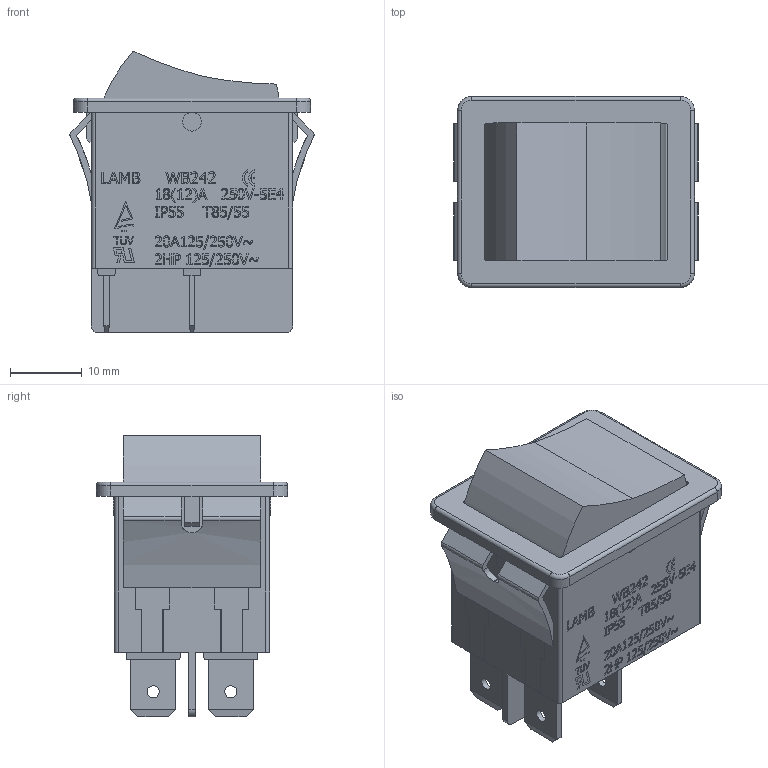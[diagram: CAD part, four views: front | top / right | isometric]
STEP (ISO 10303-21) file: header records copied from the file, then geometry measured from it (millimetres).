
FILE_DESCRIPTION((' '),'2;1');
FILE_NAME('WB242Dxxxx.stp','2017-08-01T09:41:21',(' '),(' '),' ','ACIS',' ');
FILE_SCHEMA(('CONFIG_CONTROL_DESIGN'));
Length unit declared in the file: inch
Products named in the file (1): WB242Dxxxx.stp
Bounding box: 34 x 26.6 x 39.25 mm (x, y, z)
Volume: 7404.3 mm3; surface area: 10710.6 mm2
Topology: 1 solids, 1 shells, 392 faces, 1780 edges, 1476 vertices
Faces by surface type: plane 330, cylinder 58, torus 4
Full cylindrical faces by diameter (mm): 0.6 x2, 1.7 x4, 2.6 x2
Entity records: 19563 total; most frequent: CARTESIAN_POINT 5019, ORIENTED_EDGE 3548, DIRECTION 2310, EDGE_CURVE 1774, VERTEX_POINT 1476, VECTOR 1160, LINE 1160, AXIS2_PLACEMENT_3D 575
